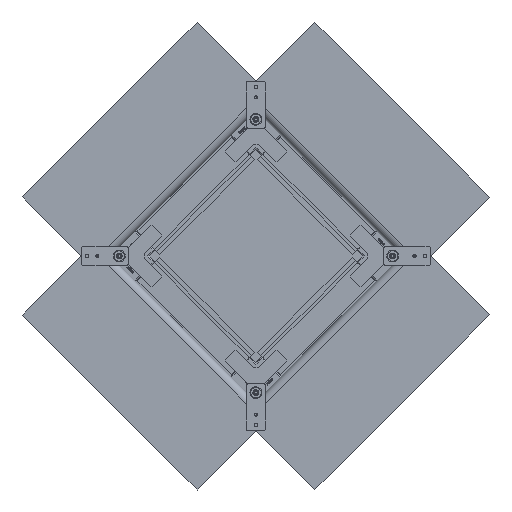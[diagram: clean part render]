
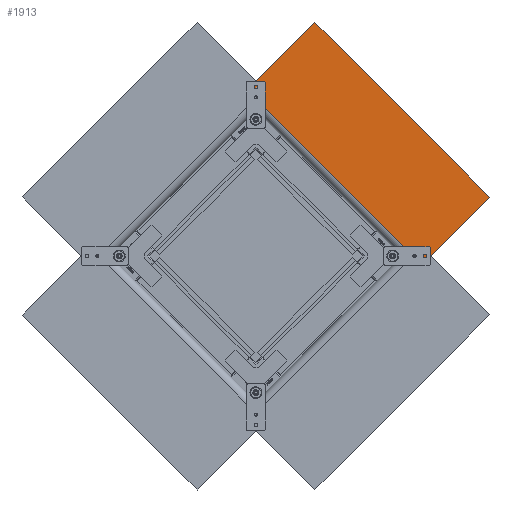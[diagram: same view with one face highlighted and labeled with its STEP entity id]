
A CAD part, front view. The second image highlights one B-rep face of the part: STEP entity #1913.
In plain terms, the highlighted face is planar.
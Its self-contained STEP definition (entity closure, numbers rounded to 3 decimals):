
#1670=DIRECTION('',(0.,0.,1.));
#1671=VECTOR('',#1670,476.);
#1672=CARTESIAN_POINT('',(-0.4,-84.8,-238.));
#1673=LINE('',#1672,#1671);
#1674=DIRECTION('',(0.,1.,0.));
#1675=VECTOR('',#1674,184.6);
#1676=CARTESIAN_POINT('',(-0.4,-84.8,-238.));
#1677=LINE('',#1676,#1675);
#1678=DIRECTION('',(0.,0.,1.));
#1679=VECTOR('',#1678,476.);
#1680=CARTESIAN_POINT('',(-0.4,99.8,-238.));
#1681=LINE('',#1680,#1679);
#1682=DIRECTION('',(0.,-1.,0.));
#1683=VECTOR('',#1682,184.6);
#1684=CARTESIAN_POINT('',(-0.4,99.8,238.));
#1685=LINE('',#1684,#1683);
#1702=CARTESIAN_POINT('',(-0.4,99.8,-238.));
#1703=CARTESIAN_POINT('',(-0.4,99.8,238.));
#1704=VERTEX_POINT('',#1702);
#1705=VERTEX_POINT('',#1703);
#1718=CARTESIAN_POINT('',(-0.4,-84.8,238.));
#1719=VERTEX_POINT('',#1718);
#1720=CARTESIAN_POINT('',(-0.4,-84.8,-238.));
#1721=VERTEX_POINT('',#1720);
#1902=CARTESIAN_POINT('',(-0.4,0.,0.));
#1903=DIRECTION('',(1.,0.,0.));
#1904=DIRECTION('',(0.,0.,-1.));
#1905=AXIS2_PLACEMENT_3D('',#1902,#1903,#1904);
#1906=PLANE('',#1905);
#1907=ORIENTED_EDGE('',*,*,#1895,.F.);
#1908=ORIENTED_EDGE('',*,*,#1785,.T.);
#1909=ORIENTED_EDGE('',*,*,#1798,.T.);
#1910=ORIENTED_EDGE('',*,*,#1811,.T.);
#1911=EDGE_LOOP('',(#1907,#1908,#1909,#1910));
#1912=FACE_OUTER_BOUND('',#1911,.F.);
#1913=ADVANCED_FACE('',(#1912),#1906,.F.);
#1785=EDGE_CURVE('',#1721,#1704,#1677,.T.);
#1798=EDGE_CURVE('',#1704,#1705,#1681,.T.);
#1811=EDGE_CURVE('',#1705,#1719,#1685,.T.);
#1895=EDGE_CURVE('',#1721,#1719,#1673,.T.);
